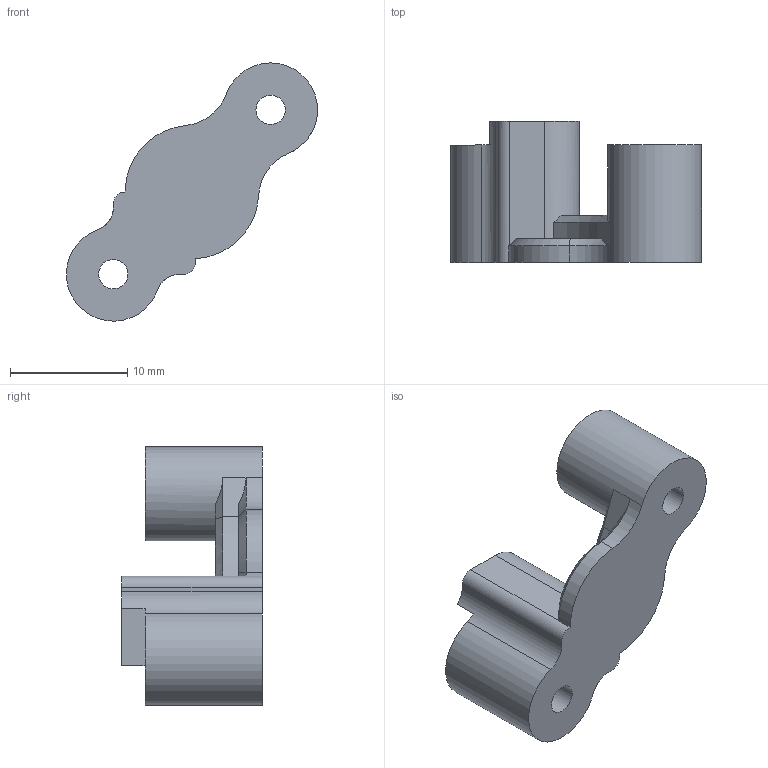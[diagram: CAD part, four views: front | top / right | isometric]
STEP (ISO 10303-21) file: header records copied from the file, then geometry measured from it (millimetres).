
FILE_DESCRIPTION(/* description */ (''),/* implementation_level */ '2;1');
FILE_NAME(/* name */ 'a898f84b-eb38-4925-ae98-094f3ac6dd61.stp',/* time_stamp */ '2017-12-20T18:54:45+00:00',/* author */ (''),/* organization */ (''),/* preprocessor_version */ 'ST-DEVELOPER v16.13',/* originating_system */ 'Autodesk Translation Framework v6.5.0.72',/* authorisation */ '');
FILE_SCHEMA (('AUTOMOTIVE_DESIGN { 1 0 10303 214 3 1 1 }'));
Length unit declared in the file: millimetre
Products named in the file (1): Duex xBot Mounting x2
Bounding box: 21.39 x 12 x 21.99 mm (x, y, z)
Volume: 1523.9 mm3; surface area: 1252 mm2
Topology: 1 solids, 1 shells, 42 faces, 112 edges, 72 vertices
Faces by surface type: cylinder 17, plane 17, cone 8
Full cylindrical faces by diameter (mm): 2.5 x2, 8 x1
Entity records: 1373 total; most frequent: CARTESIAN_POINT 248, DIRECTION 241, ORIENTED_EDGE 224, EDGE_CURVE 112, AXIS2_PLACEMENT_3D 93, VERTEX_POINT 72, LINE 55, VECTOR 55
